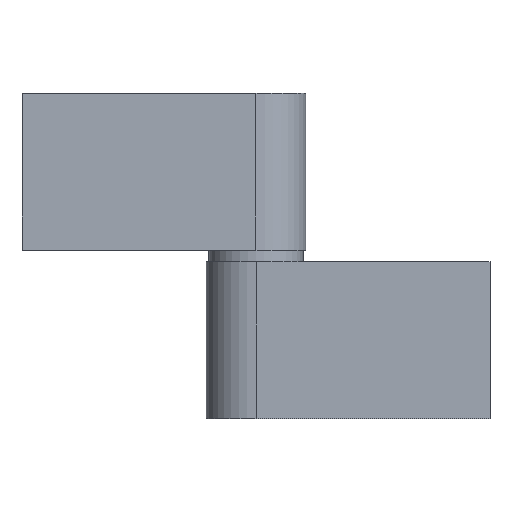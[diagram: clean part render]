
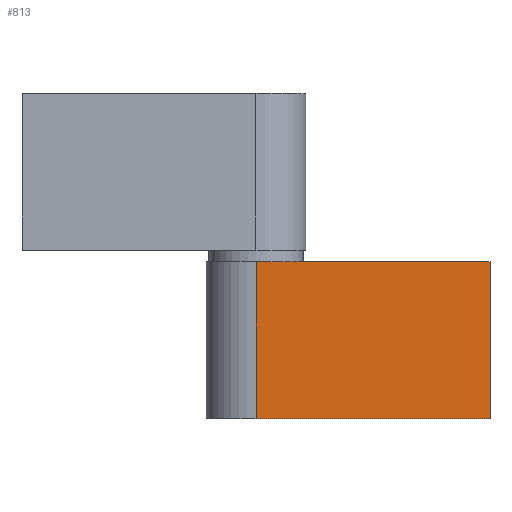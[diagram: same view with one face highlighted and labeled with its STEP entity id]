
A CAD part, top view. The second image highlights one B-rep face of the part: STEP entity #813.
In plain terms, the highlighted planar face has unit normal (0, 0, 1).
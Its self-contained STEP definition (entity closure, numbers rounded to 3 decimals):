
#174 = DIRECTION ( 'NONE',  ( 1., 0., 0. ) ) ;
#175 = VECTOR ( 'NONE', #174, 1000. ) ;
#176 = CARTESIAN_POINT ( 'NONE',  ( 0., 0., 17.5 ) ) ;
#177 = LINE ( 'NONE', #176, #175 ) ;
#230 = CARTESIAN_POINT ( 'NONE',  ( 82., 0., 17.5 ) ) ;
#401 = PLANE ( 'NONE',  #443 ) ;
#406 = FACE_OUTER_BOUND ( 'NONE', #814, .T. ) ;
#440 = DIRECTION ( 'NONE',  ( -1., 0., 0. ) ) ;
#442 = DIRECTION ( 'NONE',  ( 0., 0., -1. ) ) ;
#443 = AXIS2_PLACEMENT_3D ( 'NONE', #457, #442, #440 ) ;
#454 = DIRECTION ( 'NONE',  ( 0., -1., 0. ) ) ;
#455 = VECTOR ( 'NONE', #454, 1000. ) ;
#456 = CARTESIAN_POINT ( 'NONE',  ( 82., 55., 17.5 ) ) ;
#457 = CARTESIAN_POINT ( 'NONE',  ( 0., 55., 17.5 ) ) ;
#459 = LINE ( 'NONE', #456, #455 ) ;
#464 = LINE ( 'NONE', #477, #476 ) ;
#474 = CARTESIAN_POINT ( 'NONE',  ( 82., 55., 17.5 ) ) ;
#475 = DIRECTION ( 'NONE',  ( 1., 0., 0. ) ) ;
#476 = VECTOR ( 'NONE', #475, 1000. ) ;
#477 = CARTESIAN_POINT ( 'NONE',  ( 0., 55., 17.5 ) ) ;
#702 = EDGE_CURVE ( 'NONE', #706, #720, #750, .T. ) ;
#706 = VERTEX_POINT ( 'NONE', #838 ) ;
#720 = VERTEX_POINT ( 'NONE', #822 ) ;
#743 = DIRECTION ( 'NONE',  ( 0., -1., 0. ) ) ;
#744 = VECTOR ( 'NONE', #743, 1000. ) ;
#745 = CARTESIAN_POINT ( 'NONE',  ( 0., 55., 17.5 ) ) ;
#750 = LINE ( 'NONE', #745, #744 ) ;
#813 = ADVANCED_FACE ( 'NONE', ( #406 ), #401, .F. ) ;
#814 = EDGE_LOOP ( 'NONE', ( #815, #859, #861, #862 ) ) ;
#815 = ORIENTED_EDGE ( 'NONE', *, *, #940, .T. ) ;
#822 = CARTESIAN_POINT ( 'NONE',  ( 0., 0., 17.5 ) ) ;
#838 = CARTESIAN_POINT ( 'NONE',  ( 0., 55., 17.5 ) ) ;
#859 = ORIENTED_EDGE ( 'NONE', *, *, #860, .F. ) ;
#860 = EDGE_CURVE ( 'NONE', #875, #898, #459, .T. ) ;
#861 = ORIENTED_EDGE ( 'NONE', *, *, #874, .F. ) ;
#862 = ORIENTED_EDGE ( 'NONE', *, *, #702, .T. ) ;
#874 = EDGE_CURVE ( 'NONE', #706, #875, #464, .T. ) ;
#875 = VERTEX_POINT ( 'NONE', #474 ) ;
#898 = VERTEX_POINT ( 'NONE', #230 ) ;
#940 = EDGE_CURVE ( 'NONE', #720, #898, #177, .T. ) ;
